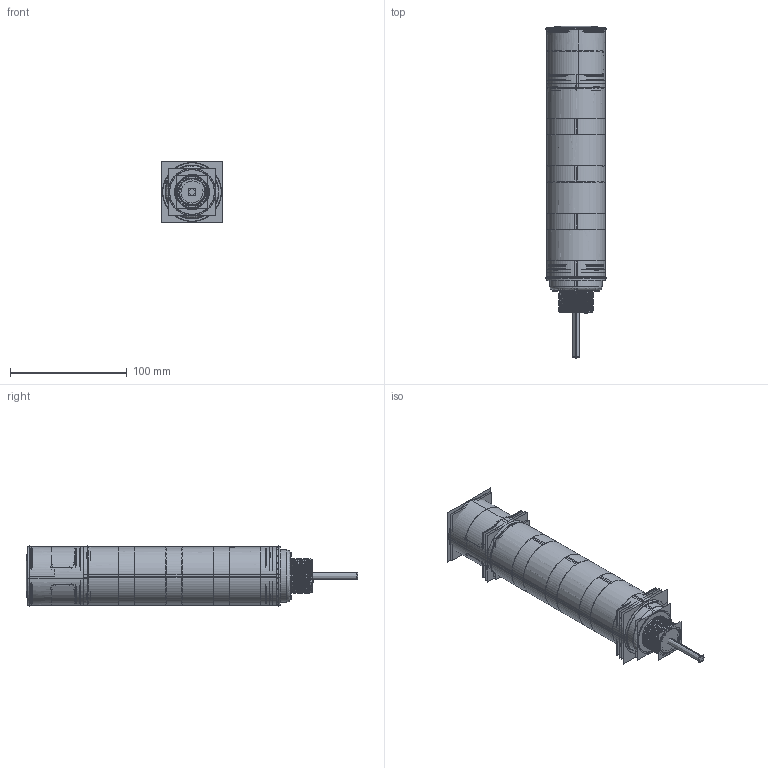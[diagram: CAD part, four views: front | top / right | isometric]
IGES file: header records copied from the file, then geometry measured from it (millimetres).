
Start section:  PTC IGES file: 212921.igs
Global section: file name: 212921.igs; native system: Creo Parametric by PTC Inc.; preprocessor: 2018300; author: pdmadmin; organization: Unknown; date: 20190726.082259; units: millimetre
Bounding box: 52.54 x 284.68 x 52.52 mm (x, y, z)
Volume: 135154.1 mm3; surface area: 749029.5 mm2
Topology: 8 solids, 15 shells, 2532 faces, 12628 edges, 15813 vertices
Faces by surface type: revolution 1294, bspline 1230, extrusion 8
